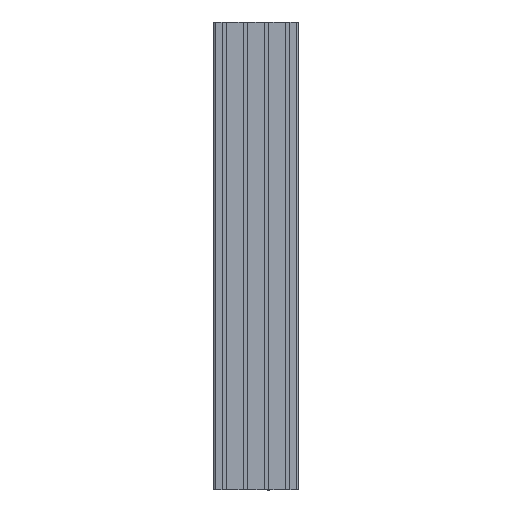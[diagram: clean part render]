
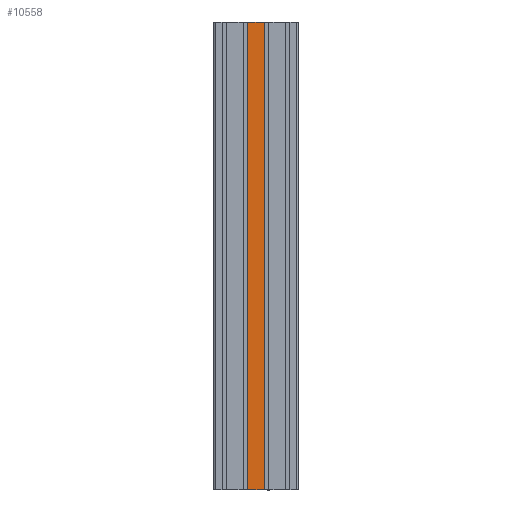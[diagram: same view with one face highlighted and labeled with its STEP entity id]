
A CAD part, front view. The second image highlights one B-rep face of the part: STEP entity #10558.
In plain terms, the highlighted planar face has unit normal (0, -1, 0).
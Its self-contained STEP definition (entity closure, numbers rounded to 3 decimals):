
#5406=ORIENTED_EDGE('',*,*,#7609,.T.);
#5407=ORIENTED_EDGE('',*,*,#7610,.F.);
#5408=ORIENTED_EDGE('',*,*,#7606,.F.);
#5409=ORIENTED_EDGE('',*,*,#7611,.T.);
#6312=VECTOR('',#8676,1.);
#6315=VECTOR('',#8681,1.);
#6316=VECTOR('',#8682,1.);
#6317=VECTOR('',#8683,1.);
#6788=LINE('',#9626,#6312);
#6791=LINE('',#9632,#6315);
#6792=LINE('',#9633,#6316);
#6793=LINE('',#9634,#6317);
#7186=VERTEX_POINT('',#9624);
#7187=VERTEX_POINT('',#9625);
#7188=VERTEX_POINT('',#9630);
#7189=VERTEX_POINT('',#9631);
#7606=EDGE_CURVE('',#7186,#7187,#6788,.T.);
#7609=EDGE_CURVE('',#7188,#7189,#6791,.T.);
#7610=EDGE_CURVE('',#7187,#7189,#6792,.T.);
#7611=EDGE_CURVE('',#7186,#7188,#6793,.T.);
#7936=EDGE_LOOP('',(#5406,#5407,#5408,#5409));
#8132=FACE_BOUND('',#7936,.T.);
#8676=DIRECTION('',(-1000.,0.,0.));
#8679=DIRECTION('',(0.,-1.,0.));
#8680=DIRECTION('',(-1.,0.,0.));
#8681=DIRECTION('',(-1000.,0.,0.));
#8682=DIRECTION('',(0.,0.,34.8));
#8683=DIRECTION('',(0.,0.,34.8));
#9624=CARTESIAN_POINT('',(1000.,-22.5,-17.4));
#9625=CARTESIAN_POINT('',(0.,-22.5,-17.4));
#9626=CARTESIAN_POINT('',(1000.,-22.5,-17.4));
#9629=CARTESIAN_POINT('',(1000.,-22.5,17.4));
#9630=CARTESIAN_POINT('',(1000.,-22.5,17.4));
#9631=CARTESIAN_POINT('',(0.,-22.5,17.4));
#9632=CARTESIAN_POINT('',(1000.,-22.5,17.4));
#9633=CARTESIAN_POINT('',(0.,-22.5,-17.4));
#9634=CARTESIAN_POINT('',(1000.,-22.5,-17.4));
#10210=AXIS2_PLACEMENT_3D('',#9629,#8679,#8680);
#10397=PLANE('',#10210);
#10558=ADVANCED_FACE('',(#8132),#10397,.T.);
